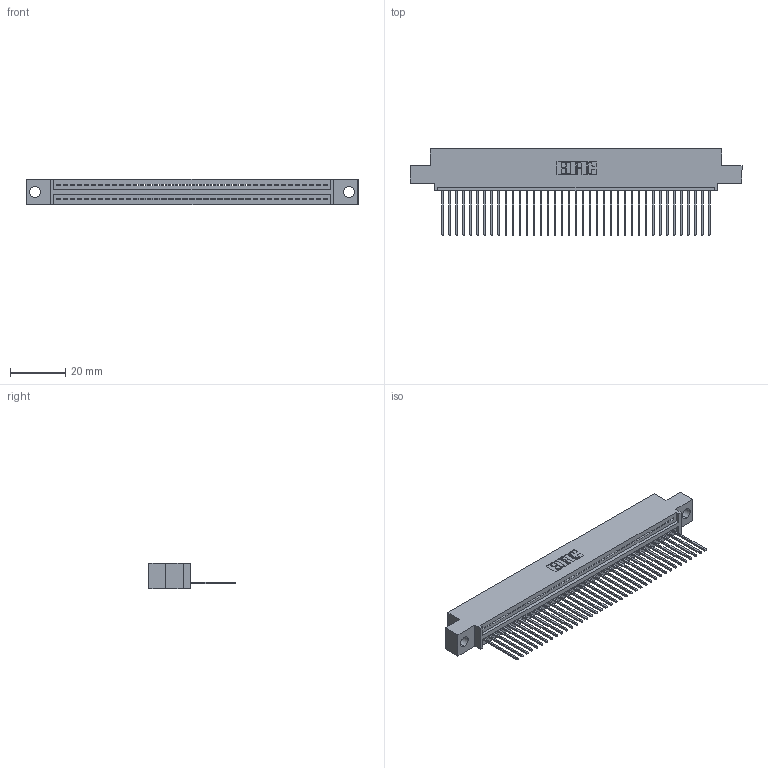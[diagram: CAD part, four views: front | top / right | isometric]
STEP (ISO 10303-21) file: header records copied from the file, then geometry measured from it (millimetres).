
FILE_DESCRIPTION (( 'STEP AP203' ), '1' );
FILE_NAME ('395-039-542-404.STEP', '2018-11-14T10:07:47', ( '' ), ( '' ), 'SwSTEP 2.0', 'SolidWorks 2016', '' );
FILE_SCHEMA (( 'CONFIG_CONTROL_DESIGN' ));
Length unit declared in the file: inch
Products named in the file (3): 345 Part_0.110 Offset - 0.156 Dia-TH; 345-292-001_345-293-142; 395-039-542-404
Assembly tree (40 placements, depth 2):
  395-039-542-404
    345 Part_0.110 Offset - 0.156 Dia-TH
    345-292-001_345-293-142  x39
Bounding box: 120.27 x 31.29 x 9.4 mm (x, y, z)
Volume: 11324.2 mm3; surface area: 15447.5 mm2
Topology: 40 solids, 40 shells, 2392 faces, 7217 edges, 4758 vertices
Faces by surface type: plane 1644, cylinder 748
Entity records: 29909 total; most frequent: CARTESIAN_POINT 5189, ORIENTED_EDGE 5162, DIRECTION 4535, EDGE_CURVE 2581, VECTOR 2293, LINE 2293, VERTEX_POINT 1718, AXIS2_PLACEMENT_3D 1121
